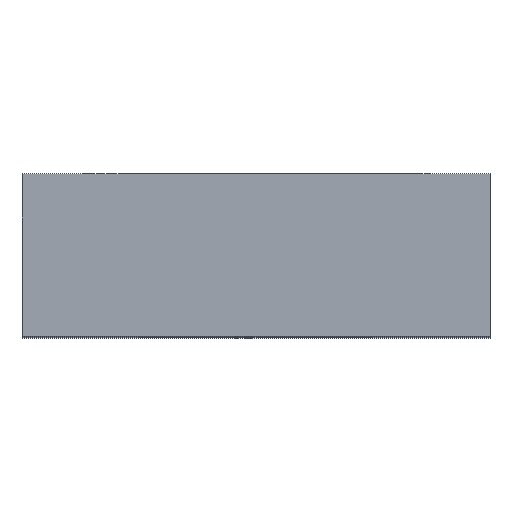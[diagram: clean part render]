
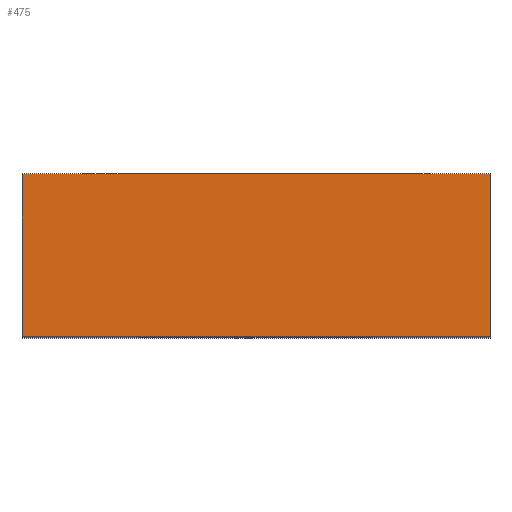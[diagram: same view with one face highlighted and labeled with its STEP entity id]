
A CAD part, top view. The second image highlights one B-rep face of the part: STEP entity #475.
In plain terms, the highlighted planar face has unit normal (0, 0, 1).
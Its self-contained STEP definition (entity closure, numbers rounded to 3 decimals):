
#36=VECTOR('',#37,1.);
#37=DIRECTION('',(1.,0.,0.));
#111=VERTEX_POINT('',#112);
#112=CARTESIAN_POINT('',(-1.46,-0.99,14.));
#117=EDGE_CURVE('',#111,#118,#120,.T.);
#118=VERTEX_POINT('',#119);
#119=CARTESIAN_POINT('',(-1.46,1.79,14.));
#120=LINE('',#112,#121);
#121=VECTOR('',#122,1.);
#122=DIRECTION('',(0.,1.,0.));
#242=VERTEX_POINT('',#243);
#243=CARTESIAN_POINT('',(6.54,-0.99,14.));
#245=ORIENTED_EDGE('',*,*,#246,.T.);
#246=EDGE_CURVE('',#242,#247,#249,.T.);
#247=VERTEX_POINT('',#248);
#248=CARTESIAN_POINT('',(6.54,1.79,14.));
#249=LINE('',#243,#121);
#468=EDGE_CURVE('',#111,#242,#469,.T.);
#469=LINE('',#112,#36);
#475=ADVANCED_FACE('',(#476),#483,.T.);
#476=FACE_BOUND('',#477,.T.);
#477=EDGE_LOOP('',(#478,#245,#479,#482));
#478=ORIENTED_EDGE('',*,*,#468,.T.);
#479=ORIENTED_EDGE('',*,*,#480,.F.);
#480=EDGE_CURVE('',#118,#247,#481,.T.);
#481=LINE('',#119,#36);
#482=ORIENTED_EDGE('',*,*,#117,.F.);
#483=PLANE('',#484);
#484=AXIS2_PLACEMENT_3D('',#112,#485,#486);
#485=DIRECTION('',(0.,0.,1.));
#486=DIRECTION('',(0.,1.,0.));
